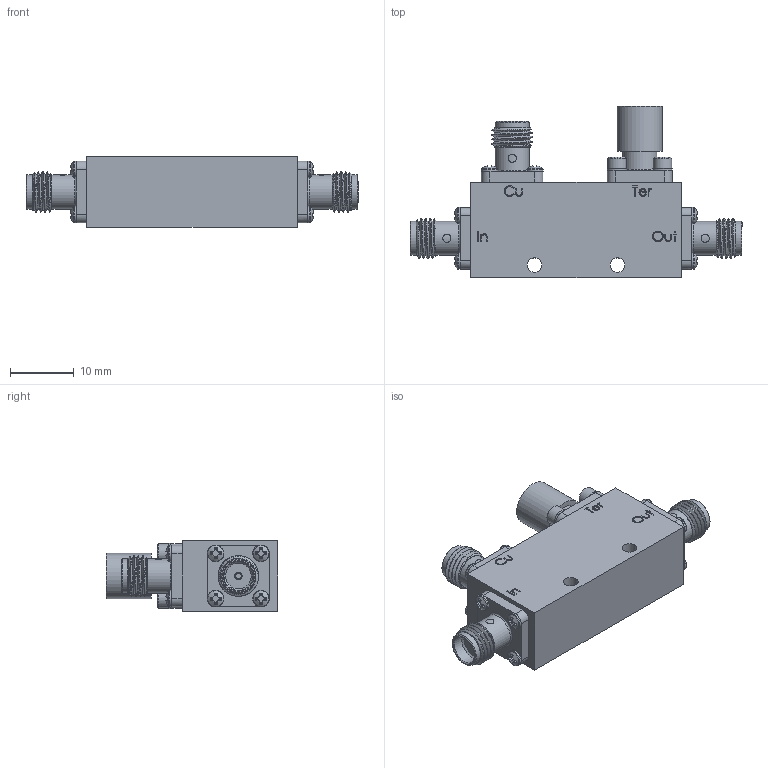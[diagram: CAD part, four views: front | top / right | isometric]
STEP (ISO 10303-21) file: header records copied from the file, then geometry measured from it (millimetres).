
FILE_DESCRIPTION (( 'STEP AP203' ), '1' );
FILE_NAME ('PE2CP1100 - FMCP1100.step', '2020-03-18T04:19:23', ( '' ), ( '' ), 'SwSTEP 2.0', 'SolidWorks 2018', '' );
FILE_SCHEMA (( 'CONFIG_CONTROL_DESIGN' ));
Length unit declared in the file: inch
Products named in the file (1): PE2CP1100 - FMCP1100
Bounding box: 52.05 x 26.94 x 11 mm (x, y, z)
Volume: 6809.8 mm3; surface area: 4602.1 mm2
Topology: 5 solids, 5 shells, 690 faces, 1712 edges, 1110 vertices
Faces by surface type: plane 404, cone 99, bspline 92, cylinder 91, torus 4
Full cylindrical faces by diameter (mm): 0.94 x3, 1.016 x1, 1.092 x12, 1.194 x3, 1.27 x1, 2.286 x2, 2.578 x4, 2.591 x12, 2.926 x4, 3.085 x4, 4.521 x3, 5.08 x4, 5.334 x7, 7.112 x1
Entity records: 30736 total; most frequent: CARTESIAN_POINT 16102, ORIENTED_EDGE 3140, DIRECTION 2524, EDGE_CURVE 1570, VERTEX_POINT 1066, AXIS2_PLACEMENT_3D 914, EDGE_LOOP 876, FACE_OUTER_BOUND 767
